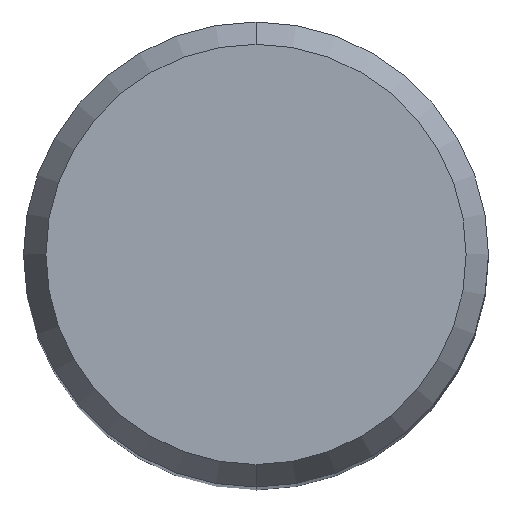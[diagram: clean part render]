
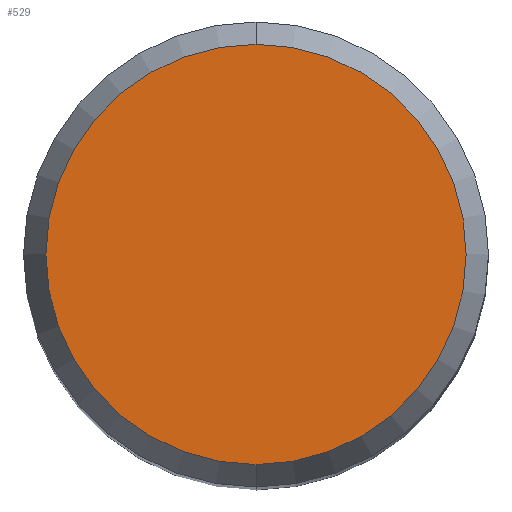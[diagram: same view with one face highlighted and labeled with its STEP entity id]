
A CAD part, top view. The second image highlights one B-rep face of the part: STEP entity #529.
In plain terms, the highlighted planar face has unit normal (0, 0, 1).
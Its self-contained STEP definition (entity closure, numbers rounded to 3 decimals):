
#237=EDGE_CURVE('',#281,#397,#600,.T.);
#281=VERTEX_POINT('',#650);
#397=VERTEX_POINT('',#781);
#469=EDGE_CURVE('',#397,#281,#857,.T.);
#529=ADVANCED_FACE('',(#925),#926,.T.);
#600=CIRCLE('',#995,5.423);
#650=CARTESIAN_POINT('',(0.,-5.423,0.0));
#781=CARTESIAN_POINT('',(0.0,5.423,0.0));
#857=CIRCLE('',#1537,5.423);
#925=FACE_OUTER_BOUND('',#1704,.T.);
#926=PLANE('',#1705);
#995=AXIS2_PLACEMENT_3D('',#1769,#1770,#1771);
#1537=AXIS2_PLACEMENT_3D('',#2064,#2065,#2066);
#1704=EDGE_LOOP('',(#2142,#2143));
#1705=AXIS2_PLACEMENT_3D('',#2144,#2145,#2146);
#1769=CARTESIAN_POINT('',(0.0,0.0,0.0));
#1770=DIRECTION('',(0.0,0.0,-1.0));
#1771=DIRECTION('',(0.0,1.0,0.0));
#2064=CARTESIAN_POINT('',(0.0,0.0,0.0));
#2065=DIRECTION('',(0.0,0.0,-1.0));
#2066=DIRECTION('',(0.0,1.0,0.0));
#2142=ORIENTED_EDGE('',*,*,#469,.F.);
#2143=ORIENTED_EDGE('',*,*,#237,.F.);
#2144=CARTESIAN_POINT('',(0.0,2.711,0.0));
#2145=DIRECTION('',(-0.0,0.0,1.0));
#2146=DIRECTION('',(0.0,-1.0,0.0));
